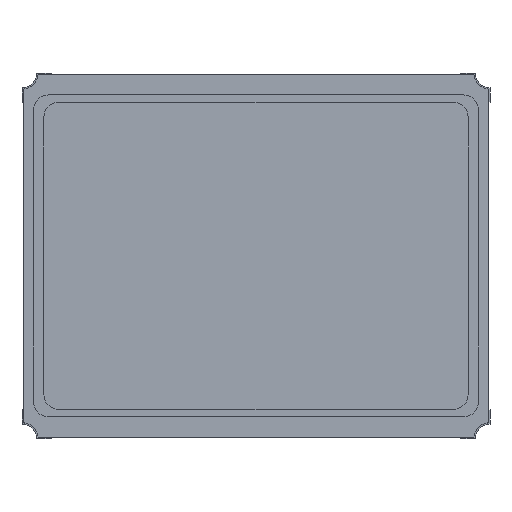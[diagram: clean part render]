
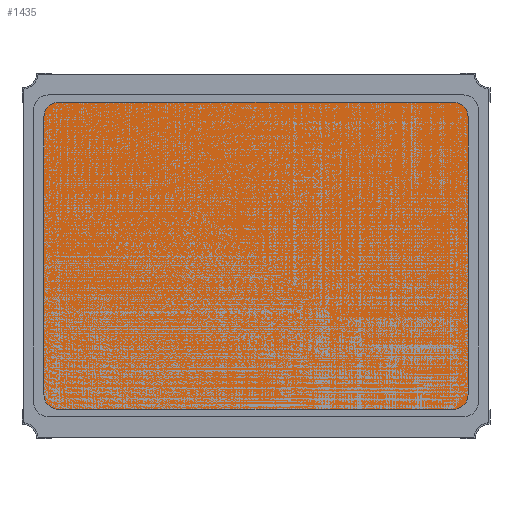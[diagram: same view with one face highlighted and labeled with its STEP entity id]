
A CAD part, top view. The second image highlights one B-rep face of the part: STEP entity #1435.
In plain terms, the highlighted planar face has unit normal (0, 0, 1).
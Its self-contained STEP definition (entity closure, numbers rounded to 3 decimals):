
#105=FACE_OUTER_BOUND('',#179,.T.);
#179=EDGE_LOOP('',(#1227,#1228,#1229,#1230,#1231,#1232,#1233,#1234));
#215=CIRCLE('',#1530,0.1);
#216=CIRCLE('',#1531,0.1);
#217=CIRCLE('',#1532,0.1);
#218=CIRCLE('',#1533,0.1);
#371=LINE('',#2269,#543);
#372=LINE('',#2273,#544);
#373=LINE('',#2277,#545);
#374=LINE('',#2281,#546);
#543=VECTOR('',#1849,10.);
#544=VECTOR('',#1852,10.);
#545=VECTOR('',#1855,10.);
#546=VECTOR('',#1858,10.);
#679=VERTEX_POINT('',#2267);
#680=VERTEX_POINT('',#2268);
#681=VERTEX_POINT('',#2270);
#682=VERTEX_POINT('',#2272);
#683=VERTEX_POINT('',#2274);
#684=VERTEX_POINT('',#2276);
#685=VERTEX_POINT('',#2278);
#686=VERTEX_POINT('',#2280);
#867=EDGE_CURVE('',#679,#680,#371,.T.);
#868=EDGE_CURVE('',#681,#679,#215,.T.);
#869=EDGE_CURVE('',#682,#681,#372,.T.);
#870=EDGE_CURVE('',#683,#682,#216,.T.);
#871=EDGE_CURVE('',#684,#683,#373,.T.);
#872=EDGE_CURVE('',#685,#684,#217,.T.);
#873=EDGE_CURVE('',#686,#685,#374,.T.);
#874=EDGE_CURVE('',#680,#686,#218,.T.);
#1227=ORIENTED_EDGE('',*,*,#867,.F.);
#1228=ORIENTED_EDGE('',*,*,#868,.F.);
#1229=ORIENTED_EDGE('',*,*,#869,.F.);
#1230=ORIENTED_EDGE('',*,*,#870,.F.);
#1231=ORIENTED_EDGE('',*,*,#871,.F.);
#1232=ORIENTED_EDGE('',*,*,#872,.F.);
#1233=ORIENTED_EDGE('',*,*,#873,.F.);
#1234=ORIENTED_EDGE('',*,*,#874,.F.);
#1369=PLANE('',#1529);
#1435=ADVANCED_FACE('',(#105),#1369,.F.);
#1529=AXIS2_PLACEMENT_3D('',#2266,#1847,#1848);
#1530=AXIS2_PLACEMENT_3D('',#2271,#1850,#1851);
#1531=AXIS2_PLACEMENT_3D('',#2275,#1853,#1854);
#1532=AXIS2_PLACEMENT_3D('',#2279,#1856,#1857);
#1533=AXIS2_PLACEMENT_3D('',#2282,#1859,#1860);
#1847=DIRECTION('center_axis',(0.,0.,-1.));
#1848=DIRECTION('ref_axis',(-1.,0.,0.));
#1849=DIRECTION('',(0.,-1.,0.));
#1850=DIRECTION('center_axis',(0.,0.,-1.));
#1851=DIRECTION('ref_axis',(1.,0.,0.));
#1852=DIRECTION('',(1.,0.,0.));
#1853=DIRECTION('center_axis',(0.,0.,-1.));
#1854=DIRECTION('ref_axis',(1.,0.,0.));
#1855=DIRECTION('',(0.,1.,0.));
#1856=DIRECTION('center_axis',(0.,0.,-1.));
#1857=DIRECTION('ref_axis',(-1.,0.,0.));
#1858=DIRECTION('',(-1.,0.,0.));
#1859=DIRECTION('center_axis',(0.,0.,-1.));
#1860=DIRECTION('ref_axis',(1.,0.,0.));
#2266=CARTESIAN_POINT('Origin',(0.,0.,0.675));
#2267=CARTESIAN_POINT('',(1.45,0.95,0.675));
#2268=CARTESIAN_POINT('',(1.45,-0.95,0.675));
#2269=CARTESIAN_POINT('',(1.45,0.475,0.675));
#2270=CARTESIAN_POINT('',(1.35,1.05,0.675));
#2271=CARTESIAN_POINT('Origin',(1.35,0.95,0.675));
#2272=CARTESIAN_POINT('',(-1.35,1.05,0.675));
#2273=CARTESIAN_POINT('',(-0.675,1.05,0.675));
#2274=CARTESIAN_POINT('',(-1.45,0.95,0.675));
#2275=CARTESIAN_POINT('Origin',(-1.35,0.95,0.675));
#2276=CARTESIAN_POINT('',(-1.45,-0.95,0.675));
#2277=CARTESIAN_POINT('',(-1.45,-0.475,0.675));
#2278=CARTESIAN_POINT('',(-1.35,-1.05,0.675));
#2279=CARTESIAN_POINT('Origin',(-1.35,-0.95,0.675));
#2280=CARTESIAN_POINT('',(1.35,-1.05,0.675));
#2281=CARTESIAN_POINT('',(0.675,-1.05,0.675));
#2282=CARTESIAN_POINT('Origin',(1.35,-0.95,0.675));
